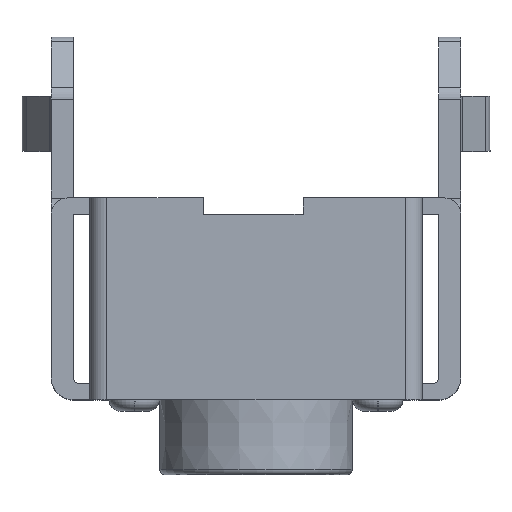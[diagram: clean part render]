
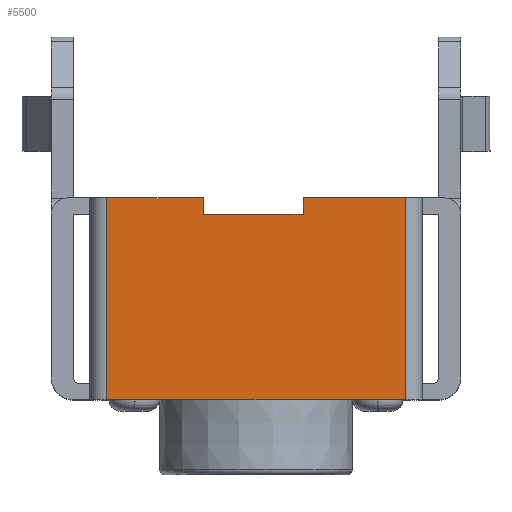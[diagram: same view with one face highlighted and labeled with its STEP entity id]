
A CAD part, top view. The second image highlights one B-rep face of the part: STEP entity #5500.
In plain terms, the highlighted planar face has unit normal (0, 0, 1).
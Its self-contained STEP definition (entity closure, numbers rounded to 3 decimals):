
#4830 = VERTEX_POINT('',#4831);
#4831 = CARTESIAN_POINT('',(-0.45,1.195,
    7.108));
#4838 = EDGE_CURVE('',#4839,#4830,#4841,.T.);
#4839 = VERTEX_POINT('',#4840);
#4840 = CARTESIAN_POINT('',(1.3,1.195,7.108
    ));
#4841 = LINE('',#4842,#4843);
#4842 = CARTESIAN_POINT('',(1.3,1.195,7.108
    ));
#4843 = VECTOR('',#4844,1.);
#4844 = DIRECTION('',(-1.,0.,0.));
#5010 = VERTEX_POINT('',#5011);
#5011 = CARTESIAN_POINT('',(3.1,1.195,7.108
    ));
#5017 = EDGE_CURVE('',#5018,#5010,#5020,.T.);
#5018 = VERTEX_POINT('',#5019);
#5019 = CARTESIAN_POINT('',(4.95,1.195,7.108
    ));
#5020 = LINE('',#5021,#5022);
#5021 = CARTESIAN_POINT('',(4.95,1.195,7.108
    ));
#5022 = VECTOR('',#5023,1.);
#5023 = DIRECTION('',(-1.,0.,0.));
#5482 = VERTEX_POINT('',#5483);
#5483 = CARTESIAN_POINT('',(3.1,0.895,7.108
    ));
#5489 = EDGE_CURVE('',#5010,#5482,#5490,.T.);
#5490 = LINE('',#5491,#5492);
#5491 = CARTESIAN_POINT('',(3.1,1.195,7.108
    ));
#5492 = VECTOR('',#5493,1.);
#5493 = DIRECTION('',(0.,-1.,0.));
#5500 = ADVANCED_FACE('',(#5501),#5542,.T.);
#5501 = FACE_BOUND('',#5502,.T.);
#5502 = EDGE_LOOP('',(#5503,#5511,#5512,#5520,#5528,#5534,#5535,#5536));
#5503 = ORIENTED_EDGE('',*,*,#5504,.F.);
#5504 = EDGE_CURVE('',#4839,#5505,#5507,.T.);
#5505 = VERTEX_POINT('',#5506);
#5506 = CARTESIAN_POINT('',(1.3,0.895,7.108
    ));
#5507 = LINE('',#5508,#5509);
#5508 = CARTESIAN_POINT('',(1.3,1.195,7.108
    ));
#5509 = VECTOR('',#5510,1.);
#5510 = DIRECTION('',(0.,-1.,0.));
#5511 = ORIENTED_EDGE('',*,*,#4838,.T.);
#5512 = ORIENTED_EDGE('',*,*,#5513,.F.);
#5513 = EDGE_CURVE('',#5514,#4830,#5516,.T.);
#5514 = VERTEX_POINT('',#5515);
#5515 = CARTESIAN_POINT('',(-0.45,-2.455,
    7.108));
#5516 = LINE('',#5517,#5518);
#5517 = CARTESIAN_POINT('',(-0.45,-2.455,
    7.108));
#5518 = VECTOR('',#5519,1.);
#5519 = DIRECTION('',(0.,1.,0.));
#5520 = ORIENTED_EDGE('',*,*,#5521,.F.);
#5521 = EDGE_CURVE('',#5522,#5514,#5524,.T.);
#5522 = VERTEX_POINT('',#5523);
#5523 = CARTESIAN_POINT('',(4.95,-2.455,
    7.108));
#5524 = LINE('',#5525,#5526);
#5525 = CARTESIAN_POINT('',(4.95,-2.455,
    7.108));
#5526 = VECTOR('',#5527,1.);
#5527 = DIRECTION('',(-1.,0.,0.));
#5528 = ORIENTED_EDGE('',*,*,#5529,.T.);
#5529 = EDGE_CURVE('',#5522,#5018,#5530,.T.);
#5530 = LINE('',#5531,#5532);
#5531 = CARTESIAN_POINT('',(4.95,-2.455,
    7.108));
#5532 = VECTOR('',#5533,1.);
#5533 = DIRECTION('',(0.,1.,0.));
#5534 = ORIENTED_EDGE('',*,*,#5017,.T.);
#5535 = ORIENTED_EDGE('',*,*,#5489,.T.);
#5536 = ORIENTED_EDGE('',*,*,#5537,.T.);
#5537 = EDGE_CURVE('',#5482,#5505,#5538,.T.);
#5538 = LINE('',#5539,#5540);
#5539 = CARTESIAN_POINT('',(3.1,0.895,7.108
    ));
#5540 = VECTOR('',#5541,1.);
#5541 = DIRECTION('',(-1.,0.,0.));
#5542 = PLANE('',#5543);
#5543 = AXIS2_PLACEMENT_3D('',#5544,#5545,#5546);
#5544 = CARTESIAN_POINT('',(5.25,1.195,7.108
    ));
#5545 = DIRECTION('',(0.,0.,1.));
#5546 = DIRECTION('',(-1.,0.,0.));
